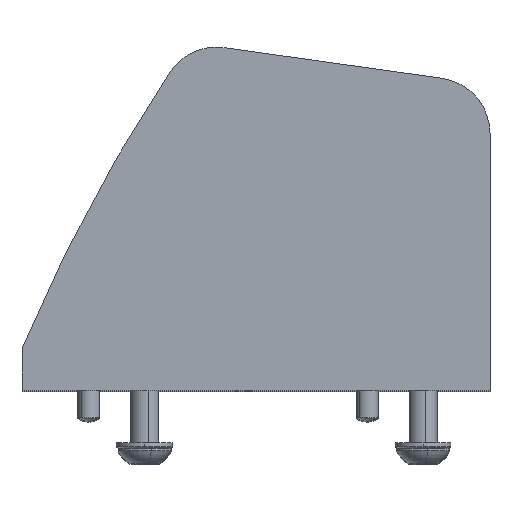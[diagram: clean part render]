
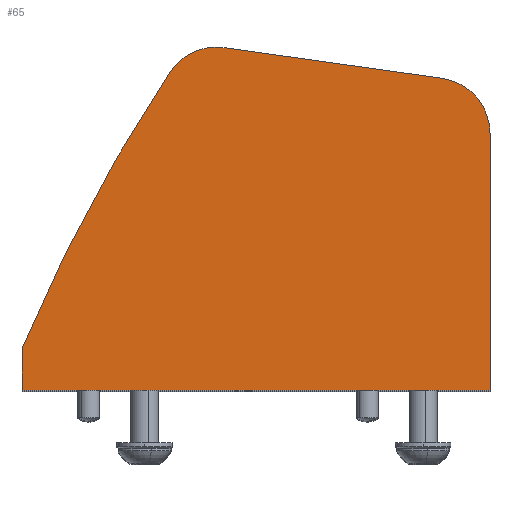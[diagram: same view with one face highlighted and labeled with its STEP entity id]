
A CAD part, top view. The second image highlights one B-rep face of the part: STEP entity #65.
In plain terms, the highlighted planar face has unit normal (0, 0, 1).
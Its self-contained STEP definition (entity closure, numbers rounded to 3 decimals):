
#31 = DIRECTION ( 'NONE',  ( 1., 0., 0. ) ) ;
#45 = CARTESIAN_POINT ( 'NONE',  ( -7.131, 51.001, 12. ) ) ;
#65 = ADVANCED_FACE ( 'NONE', ( #219 ), #1497, .T. ) ;
#67 = CARTESIAN_POINT ( 'NONE',  ( -5.74, 60.904, 12. ) ) ;
#112 = CIRCLE ( 'NONE', #1866, 10. ) ;
#129 = CARTESIAN_POINT ( 'NONE',  ( 42., -0.6, 12. ) ) ;
#131 = AXIS2_PLACEMENT_3D ( 'NONE', #181, #1695, #2753 ) ;
#181 = CARTESIAN_POINT ( 'NONE',  ( 234.644, -109.139, 12. ) ) ;
#192 = ORIENTED_EDGE ( 'NONE', *, *, #1126, .T. ) ;
#203 = CARTESIAN_POINT ( 'NONE',  ( -15.469, 56.523, 12. ) ) ;
#217 = EDGE_CURVE ( 'NONE', #1445, #1587, #2398, .T. ) ;
#219 = FACE_OUTER_BOUND ( 'NONE', #1315, .T. ) ;
#403 = VECTOR ( 'NONE', #2682, 1000. ) ;
#467 = DIRECTION ( 'NONE',  ( 0., 0., 1. ) ) ;
#640 = CARTESIAN_POINT ( 'NONE',  ( 234.644, -109.139, 12. ) ) ;
#706 = EDGE_CURVE ( 'NONE', #2594, #1023, #1914, .T. ) ;
#802 = VERTEX_POINT ( 'NONE', #1887 ) ;
#827 = ORIENTED_EDGE ( 'NONE', *, *, #217, .T. ) ;
#908 = CARTESIAN_POINT ( 'NONE',  ( -42., 6.914, 12. ) ) ;
#953 = DIRECTION ( 'NONE',  ( 0., 1., 0. ) ) ;
#961 = EDGE_CURVE ( 'NONE', #1587, #802, #2760, .T. ) ;
#983 = DIRECTION ( 'NONE',  ( 0., 0., 1. ) ) ;
#993 = CARTESIAN_POINT ( 'NONE',  ( -42., -0.6, 12. ) ) ;
#1002 = LINE ( 'NONE', #2274, #2596 ) ;
#1023 = VERTEX_POINT ( 'NONE', #67 ) ;
#1046 = DIRECTION ( 'NONE',  ( -0.99, 0.139, 0. ) ) ;
#1126 = EDGE_CURVE ( 'NONE', #1274, #2647, #1002, .T. ) ;
#1174 = ORIENTED_EDGE ( 'NONE', *, *, #1186, .T. ) ;
#1186 = EDGE_CURVE ( 'NONE', #802, #1274, #2449, .T. ) ;
#1220 = EDGE_CURVE ( 'NONE', #2647, #2594, #2112, .T. ) ;
#1274 = VERTEX_POINT ( 'NONE', #129 ) ;
#1296 = DIRECTION ( 'NONE',  ( 0., 0., 1. ) ) ;
#1315 = EDGE_LOOP ( 'NONE', ( #2709, #1515, #827, #2750, #1174, #192, #1553 ) ) ;
#1356 = VECTOR ( 'NONE', #1046, 1000. ) ;
#1445 = VERTEX_POINT ( 'NONE', #203 ) ;
#1497 = PLANE ( 'NONE',  #131 ) ;
#1515 = ORIENTED_EDGE ( 'NONE', *, *, #1569, .T. ) ;
#1530 = CARTESIAN_POINT ( 'NONE',  ( 42., 45.502, 12. ) ) ;
#1537 = DIRECTION ( 'NONE',  ( 1., 0., 0. ) ) ;
#1553 = ORIENTED_EDGE ( 'NONE', *, *, #1220, .T. ) ;
#1569 = EDGE_CURVE ( 'NONE', #1023, #1445, #112, .T. ) ;
#1587 = VERTEX_POINT ( 'NONE', #908 ) ;
#1695 = DIRECTION ( 'NONE',  ( 0., 0., 1. ) ) ;
#1835 = CARTESIAN_POINT ( 'NONE',  ( 32., 45.502, 12. ) ) ;
#1866 = AXIS2_PLACEMENT_3D ( 'NONE', #45, #467, #31 ) ;
#1887 = CARTESIAN_POINT ( 'NONE',  ( -42., -0.6, 12. ) ) ;
#1903 = AXIS2_PLACEMENT_3D ( 'NONE', #1835, #983, #2067 ) ;
#1914 = LINE ( 'NONE', #2754, #1356 ) ;
#1973 = CARTESIAN_POINT ( 'NONE',  ( -42., 6.914, 12. ) ) ;
#2067 = DIRECTION ( 'NONE',  ( 1., 0., 0. ) ) ;
#2112 = CIRCLE ( 'NONE', #1903, 10. ) ;
#2165 = CARTESIAN_POINT ( 'NONE',  ( 33.392, 55.404, 12. ) ) ;
#2199 = AXIS2_PLACEMENT_3D ( 'NONE', #640, #1296, #1537 ) ;
#2274 = CARTESIAN_POINT ( 'NONE',  ( 42., -0.6, 12. ) ) ;
#2398 = CIRCLE ( 'NONE', #2199, 300. ) ;
#2449 = LINE ( 'NONE', #993, #403 ) ;
#2481 = VECTOR ( 'NONE', #2604, 1000. ) ;
#2594 = VERTEX_POINT ( 'NONE', #2165 ) ;
#2596 = VECTOR ( 'NONE', #953, 1000. ) ;
#2604 = DIRECTION ( 'NONE',  ( 0., -1., 0. ) ) ;
#2647 = VERTEX_POINT ( 'NONE', #1530 ) ;
#2682 = DIRECTION ( 'NONE',  ( 1., 0., 0. ) ) ;
#2709 = ORIENTED_EDGE ( 'NONE', *, *, #706, .T. ) ;
#2750 = ORIENTED_EDGE ( 'NONE', *, *, #961, .T. ) ;
#2753 = DIRECTION ( 'NONE',  ( 1., 0., 0. ) ) ;
#2754 = CARTESIAN_POINT ( 'NONE',  ( 42., 54.195, 12. ) ) ;
#2760 = LINE ( 'NONE', #1973, #2481 ) ;
